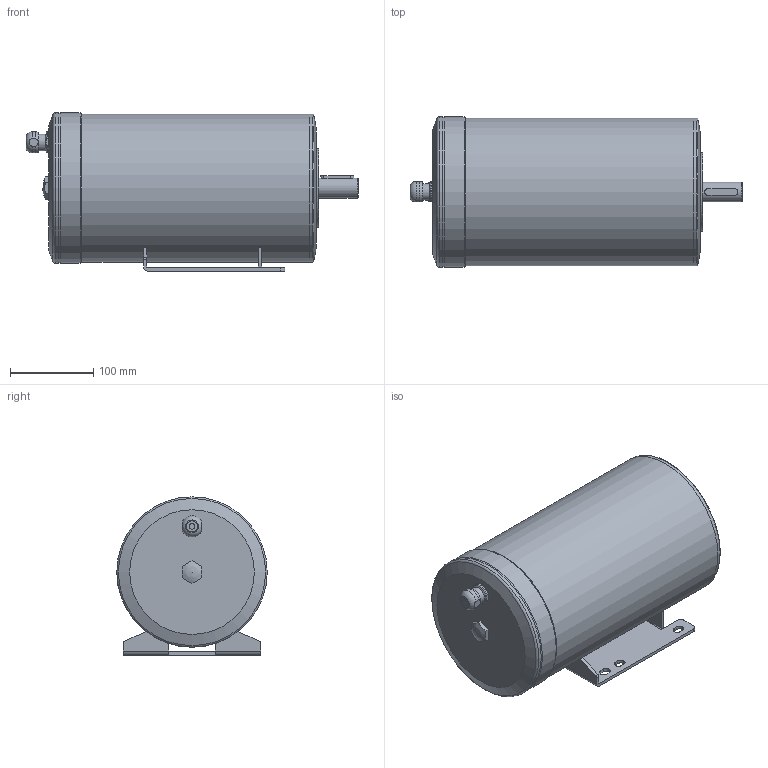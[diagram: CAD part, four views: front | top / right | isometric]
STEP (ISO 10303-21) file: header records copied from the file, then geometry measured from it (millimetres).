
FILE_DESCRIPTION(/* description */ ('Unknown'),/* implementation_level */ '2;1');
FILE_NAME(/* name */ 'SPMEKK2PTENN4KSA1-N---NNN',/* time_stamp */ '2024-03-15T13:00:23+01:00',/* author */ ('Unknown'),/* organization */ ('Unknown'),/* preprocessor_version */ 'ST-DEVELOPER v18.104',/* originating_system */ 'Solid Edge',/* authorisation */ 'Unknown');
FILE_SCHEMA (('AUTOMOTIVE_DESIGN {1 0 10303 214 3 1 1}'));
Length unit declared in the file: millimetre
Products named in the file (3): SPMEKK2PTENN4KSA1-N---NNN; SPMEKK2JTENN4KSA1-N---NNN; SPM909022
Assembly tree (2 placements, depth 2):
  SPMEKK2PTENN4KSA1-N---NNN
    SPMEKK2JTENN4KSA1-N---NNN
    SPM909022
Bounding box: 399.5 x 181 x 190.5 mm (x, y, z)
Volume: 8118616.4 mm3; surface area: 295458.9 mm2
Topology: 2 solids, 2 shells, 165 faces, 420 edges, 274 vertices
Faces by surface type: cylinder 70, plane 70, cone 18, torus 6, sphere 1
Full cylindrical faces by diameter (mm): 4.917 x2, 6.647 x8, 7 x1, 8.4 x1, 13.4 x1, 20 x1, 24 x1, 30 x1, 85 x1, 95 x1, 177.98 x1, 178 x2, 180.98 x2, 181 x3
Entity records: 5298 total; most frequent: CARTESIAN_POINT 839, DIRECTION 826, ORIENTED_EDGE 684, EDGE_CURVE 342, AXIS2_PLACEMENT_3D 324, VERTEX_POINT 253, FACE_BOUND 249, EDGE_LOOP 244
